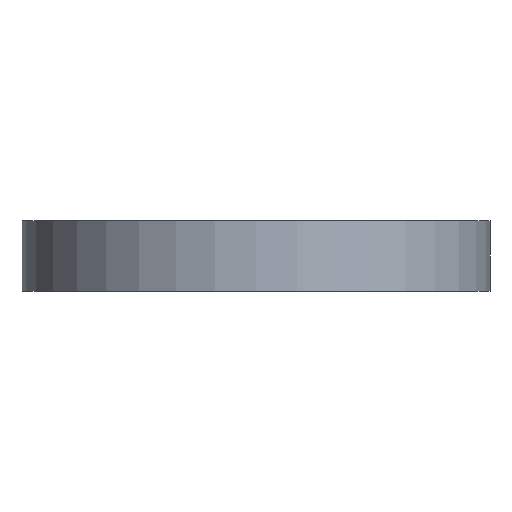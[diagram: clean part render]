
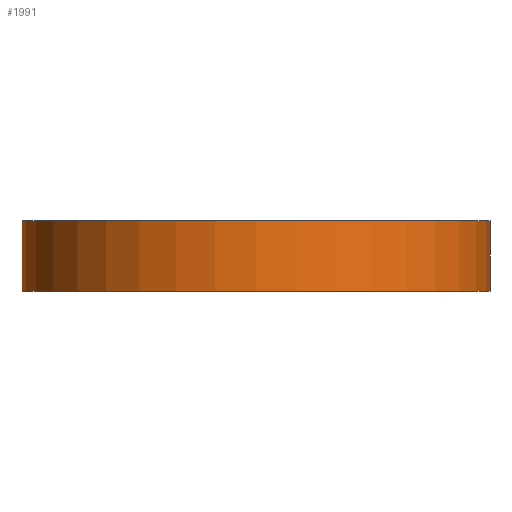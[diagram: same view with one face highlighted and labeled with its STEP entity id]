
A CAD part, front view. The second image highlights one B-rep face of the part: STEP entity #1991.
In plain terms, the highlighted cylindrical face has radius 20 mm (diameter 40 mm), a full revolution.
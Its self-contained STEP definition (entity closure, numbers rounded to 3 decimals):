
#1991=ADVANCED_FACE('',(#10545,#10547),#10549,.T.);
#10545=FACE_OUTER_BOUND('',#10546,.T.);
#10546=EDGE_LOOP('',(#12005));
#10547=FACE_OUTER_BOUND('',#10548,.T.);
#10548=EDGE_LOOP('',(#12006));
#10549=CYLINDRICAL_SURFACE('',#10550,20.);
#10550=AXIS2_PLACEMENT_3D('',#10551,#10552,#10553);
#10551=CARTESIAN_POINT('',(0.,0.,0.));
#10552=DIRECTION('',(0.,0.,1.));
#10553=DIRECTION('',(-1.,0.,0.));
#12005=ORIENTED_EDGE('',*,*,#12127,.F.);
#12006=ORIENTED_EDGE('',*,*,#12290,.T.);
#12127=EDGE_CURVE('',#12885,#12885,#12886,.T.);
#12290=EDGE_CURVE('',#13211,#13211,#13212,.T.);
#12885=VERTEX_POINT('',#14401);
#12886=CIRCLE('',#14402,20.);
#13211=VERTEX_POINT('',#16188);
#13212=CIRCLE('',#16189,20.);
#14401=CARTESIAN_POINT('',(-20.,0.,6.));
#14402=AXIS2_PLACEMENT_3D('',#14403,#14404,#14405);
#14403=CARTESIAN_POINT('',(0.,0.,6.));
#14404=DIRECTION('',(0.,0.,1.));
#14405=DIRECTION('',(-1.,0.,0.));
#16188=CARTESIAN_POINT('',(-20.,0.,0.));
#16189=AXIS2_PLACEMENT_3D('',#16190,#16191,#16192);
#16190=CARTESIAN_POINT('',(0.,0.,0.));
#16191=DIRECTION('',(0.,0.,1.));
#16192=DIRECTION('',(-1.,0.,0.));
